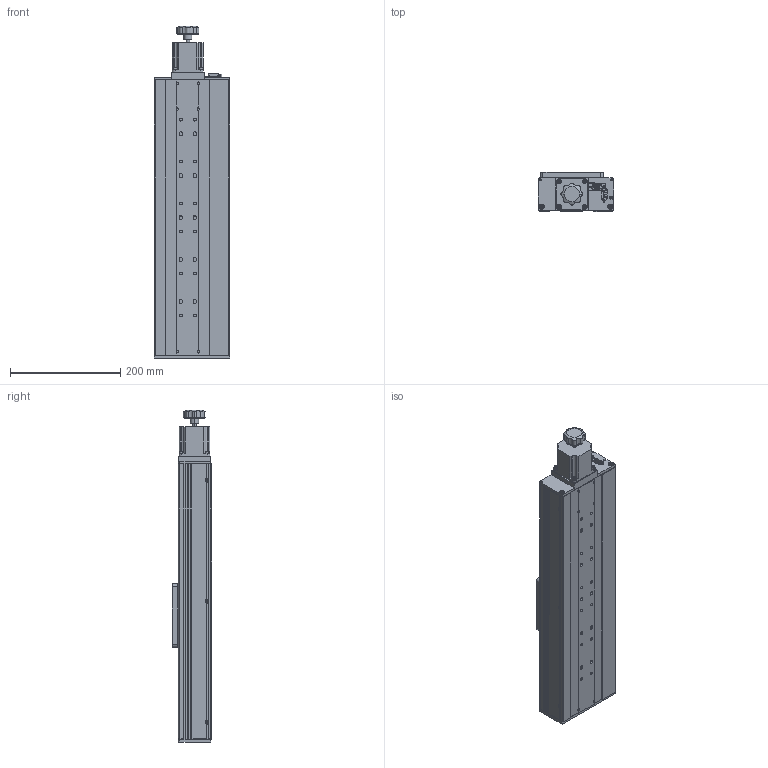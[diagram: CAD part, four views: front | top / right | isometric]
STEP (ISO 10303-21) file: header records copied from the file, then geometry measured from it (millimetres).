
FILE_DESCRIPTION (( 'STEP AP214' ), '1' );
FILE_NAME ('08PMT-300.STEP', '2018-10-08T03:36:23', ( '' ), ( '' ), 'SwSTEP 2.0', 'SolidWorks 2016', '' );
FILE_SCHEMA (( 'AUTOMOTIVE_DESIGN' ));
Length unit declared in the file: millimetre
Products named in the file (1): 08PMT-300
Bounding box: 137 x 71 x 602.8 mm (x, y, z)
Surface area: 444146.5 mm2 (no closed solid volume)
Topology: 0 solids, 57 shells, 781 faces, 2863 edges, 2113 vertices
Faces by surface type: plane 370, cylinder 289, cone 88, torus 24, sphere 10
Entity records: 40087 total; most frequent: CARTESIAN_POINT 6540, DIRECTION 5397, ORIENTED_EDGE 4532, EDGE_CURVE 2857, VERTEX_POINT 2109, AXIS2_PLACEMENT_3D 1848, VECTOR 1701, LINE 1701
